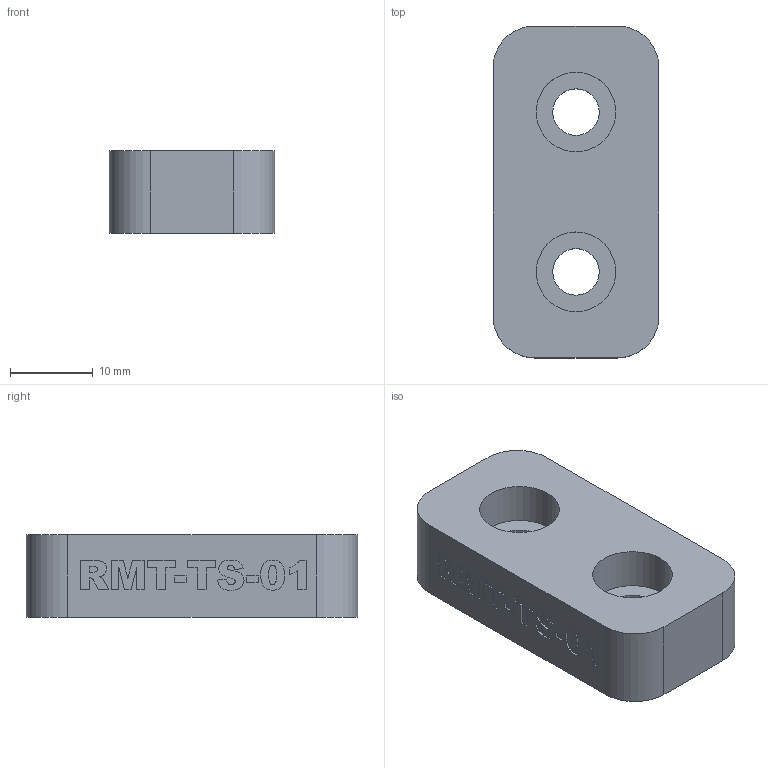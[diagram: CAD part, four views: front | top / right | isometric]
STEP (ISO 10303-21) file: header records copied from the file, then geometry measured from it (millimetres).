
FILE_DESCRIPTION(/* description */ (''),/* implementation_level */ '2;1');
FILE_NAME(/* name */ 'T-Slot 2020 Straight Support (RMT-TS-01).step',/* time_stamp */ '2024-02-18T09:06:49+05:00',/* author */ (''),/* organization */ (''),/* preprocessor_version */ 'ST-DEVELOPER v20',/* originating_system */ 'Autodesk Translation Framework v12.20.1.177',/* authorisation */ '');
FILE_SCHEMA (('AUTOMOTIVE_DESIGN { 1 0 10303 214 3 1 1 }'));
Length unit declared in the file: millimetre
Products named in the file (1): T-Slot 2020 Straight Support
Bounding box: 20 x 40 x 10 mm (x, y, z)
Volume: 6794.6 mm3; surface area: 3101.9 mm2
Topology: 1 solids, 1 shells, 286 faces, 780 edges, 520 vertices
Faces by surface type: plane 140, bspline 138, cylinder 8
Full cylindrical faces by diameter (mm): 5.6 x2, 9.6 x2
Entity records: 10281 total; most frequent: CARTESIAN_POINT 3933, ORIENTED_EDGE 1560, DIRECTION 818, EDGE_CURVE 780, VERTEX_POINT 520, LINE 488, VECTOR 488, EDGE_LOOP 314
